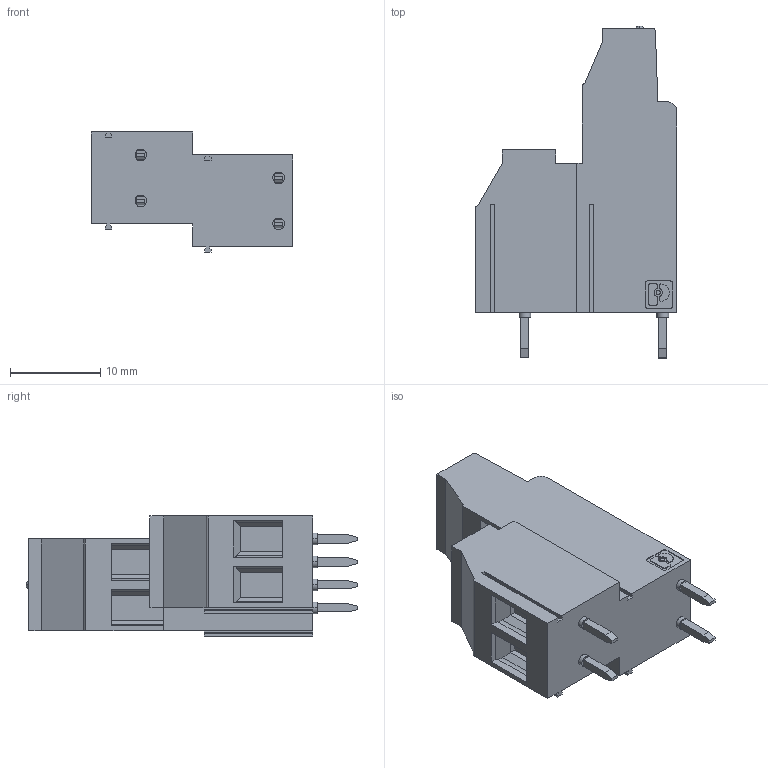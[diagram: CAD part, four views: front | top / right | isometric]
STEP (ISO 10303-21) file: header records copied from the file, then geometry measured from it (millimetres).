
FILE_DESCRIPTION(('STEP AP242'),'1');
FILE_NAME('50851.stp','2018-11-19T00:13:41',('TraceParts'),('TraceParts S.A.'),'Spatial InterOp 3D',' ',' ');
FILE_SCHEMA(('AP242_MANAGED_MODEL_BASED_3D_ENGINEERING_MIM_LF {1 0 10303 442 1 1 4}'));
Length unit declared in the file: millimetre
Products named in the file (1): 50851
Bounding box: 22.3 x 36.7 x 13.27 mm (x, y, z)
Volume: 4774.8 mm3; surface area: 2697.1 mm2
Topology: 1 solids, 1 shells, 250 faces, 646 edges, 421 vertices
Faces by surface type: plane 186, cylinder 60, sphere 4
Entity records: 9688 total; most frequent: CARTESIAN_POINT 1414, DIRECTION 1300, ORIENTED_EDGE 1292, EDGE_CURVE 646, LINE 490, VECTOR 490, VERTEX_POINT 421, AXIS2_PLACEMENT_3D 405
